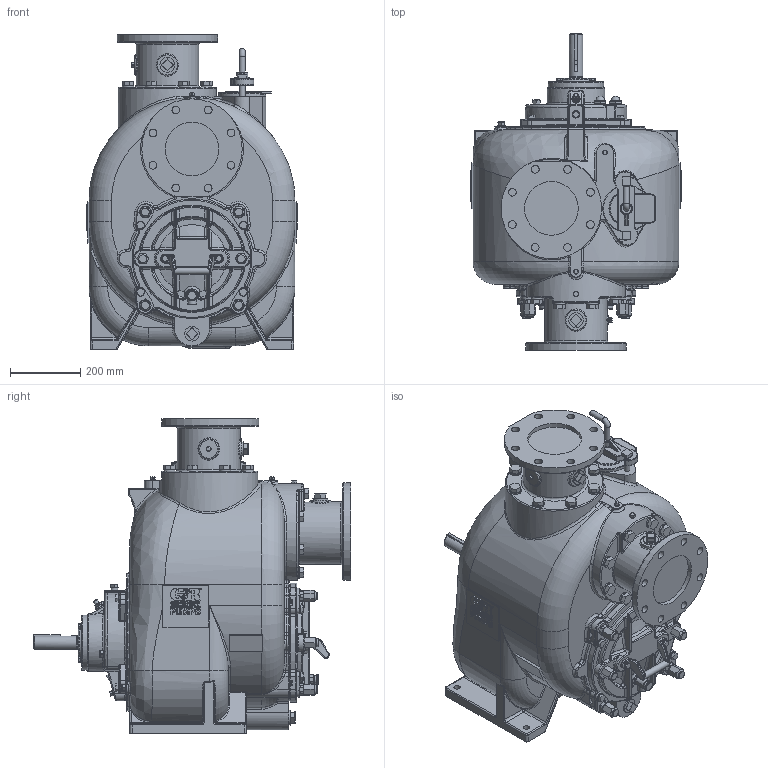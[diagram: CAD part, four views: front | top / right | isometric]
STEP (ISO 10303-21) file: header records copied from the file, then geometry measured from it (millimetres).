
FILE_DESCRIPTION(/* description */ ('Unknown'),/* implementation_level */ '2;1');
FILE_NAME(/* name */ '19024',/* time_stamp */ '2019-03-22T11:47:09-04:00',/* author */ ('Unknown'),/* organization */ ('Unknown'),/* preprocessor_version */ 'ST-DEVELOPER v16.7',/* originating_system */ 'DEX',/* authorisation */ $);
FILE_SCHEMA (('AUTOMOTIVE_DESIGN {1 0 10303 214 3 1 1}'));
Products named in the file (1): 19024
Bounding box: 598.42 x 899.97 x 892.71 mm (x, y, z)
Volume: 174285850.3 mm3; surface area: 2573231.6 mm2
Topology: 1 solids, 3 shells, 3709 faces, 9106 edges, 5457 vertices
Faces by surface type: plane 1632, cylinder 882, bspline 537, torus 495, sphere 116, cone 47
Full cylindrical faces by diameter (mm): 3.175 x2, 12.7 x1, 13.462 x2, 15.875 x5, 17.348 x6, 17.462 x4, 19.05 x1, 21.996 x8, 22 x8, 22.174 x8, 22.225 x6, 23.368 x1, 25.4 x9, 28.575 x4, 31.75 x2, 32.283 x16, 38.087 x1, 38.1 x1, 47.625 x1, 57.15 x2, 92.202 x1, 123.952 x1, 133.35 x1, 152.4 x2, 156.972 x1, 163.576 x1, 177.8 x2, 279.4 x2, 298.45 x1, 330.01 x1
Entity records: 145214 total; most frequent: CARTESIAN_POINT 34834, DIRECTION 17812, ORIENTED_EDGE 17410, EDGE_CURVE 8705, AXIS2_PLACEMENT_3D 6768, VERTEX_POINT 5355, LINE 4276, VECTOR 4276
